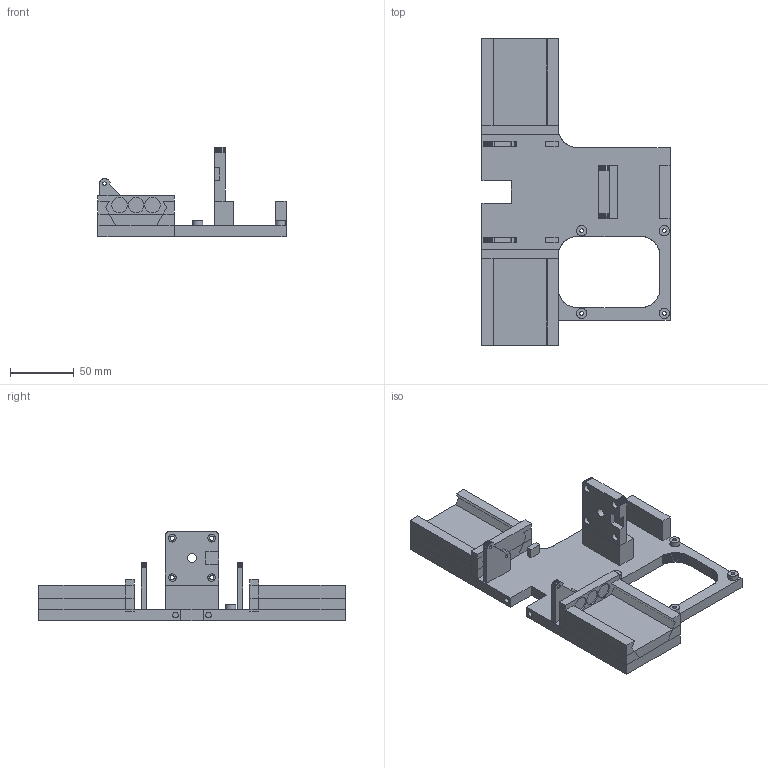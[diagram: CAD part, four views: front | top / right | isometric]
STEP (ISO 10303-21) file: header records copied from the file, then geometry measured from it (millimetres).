
FILE_DESCRIPTION(('FreeCAD Model'),'2;1');
FILE_NAME('Open CASCADE Shape Model','2024-01-10T22:22:52',(''),(''), 'Open CASCADE STEP processor 7.6','FreeCAD','Unknown');
FILE_SCHEMA(('AUTOMOTIVE_DESIGN { 1 0 10303 214 1 1 1 1 }'));
Length unit declared in the file: millimetre
Products named in the file (1): Group003
Bounding box: 148 x 241 x 70.5 mm (x, y, z)
Volume: 344121.3 mm3; surface area: 81886.2 mm2
Topology: 1 solids, 1 shells, 518 faces, 1441 edges, 946 vertices
Faces by surface type: plane 488, cylinder 30
Full cylindrical faces by diameter (mm): 2.8 x4, 3 x4, 3.4 x4, 4.4 x2, 6 x4, 7 x1, 8 x4, 12.3 x6, 23 x1
Entity records: 34293 total; most frequent: CARTESIAN_POINT 6773, DIRECTION 4566, LINE 3374, VECTOR 3374, ORIENTED_EDGE 2882, PCURVE 2882, DEFINITIONAL_REPRESENTATION 2882, EDGE_CURVE 1441
